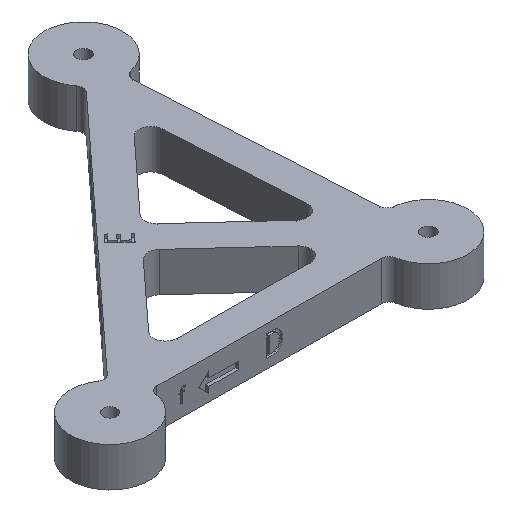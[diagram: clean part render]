
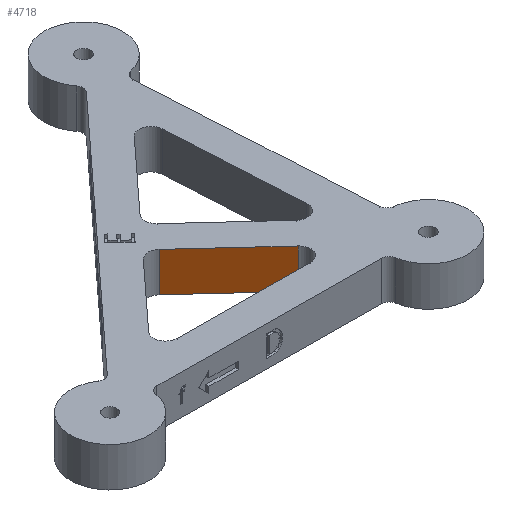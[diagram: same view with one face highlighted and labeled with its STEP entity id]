
A CAD part, isometric view. The second image highlights one B-rep face of the part: STEP entity #4718.
In plain terms, the highlighted planar face has unit normal (-0.676, -0.737, 0).
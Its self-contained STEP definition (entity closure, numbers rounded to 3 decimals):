
#259 = VERTEX_POINT('',#260);
#260 = CARTESIAN_POINT('',(-12.327,31.345,10.));
#267 = EDGE_CURVE('',#268,#259,#270,.T.);
#268 = VERTEX_POINT('',#269);
#269 = CARTESIAN_POINT('',(-21.522,39.789,10.));
#270 = LINE('',#271,#272);
#271 = CARTESIAN_POINT('',(-21.522,39.789,10.));
#272 = VECTOR('',#273,1.);
#273 = DIRECTION('',(0.737,-0.676,0.));
#582 = VERTEX_POINT('',#583);
#583 = CARTESIAN_POINT('',(-21.522,39.789,5.));
#618 = VERTEX_POINT('',#619);
#619 = CARTESIAN_POINT('',(-12.327,31.345,5.));
#626 = EDGE_CURVE('',#618,#582,#627,.T.);
#627 = LINE('',#628,#629);
#628 = CARTESIAN_POINT('',(-23.548,41.649,5.));
#629 = VECTOR('',#630,1.);
#630 = DIRECTION('',(-0.737,0.676,0.));
#4689 = EDGE_CURVE('',#268,#582,#4690,.T.);
#4690 = LINE('',#4691,#4692);
#4691 = CARTESIAN_POINT('',(-21.522,39.789,10.));
#4692 = VECTOR('',#4693,1.);
#4693 = DIRECTION('',(-0.,-0.,-1.));
#4718 = ADVANCED_FACE('',(#4719),#4730,.T.);
#4719 = FACE_BOUND('',#4720,.T.);
#4720 = EDGE_LOOP('',(#4721,#4722,#4723,#4724));
#4721 = ORIENTED_EDGE('',*,*,#267,.F.);
#4722 = ORIENTED_EDGE('',*,*,#4689,.T.);
#4723 = ORIENTED_EDGE('',*,*,#626,.F.);
#4724 = ORIENTED_EDGE('',*,*,#4725,.F.);
#4725 = EDGE_CURVE('',#259,#618,#4726,.T.);
#4726 = LINE('',#4727,#4728);
#4727 = CARTESIAN_POINT('',(-12.327,31.345,10.));
#4728 = VECTOR('',#4729,1.);
#4729 = DIRECTION('',(-0.,-0.,-1.));
#4730 = PLANE('',#4731);
#4731 = AXIS2_PLACEMENT_3D('',#4732,#4733,#4734);
#4732 = CARTESIAN_POINT('',(-21.522,39.789,10.));
#4733 = DIRECTION('',(-0.676,-0.737,0.));
#4734 = DIRECTION('',(0.737,-0.676,0.));
